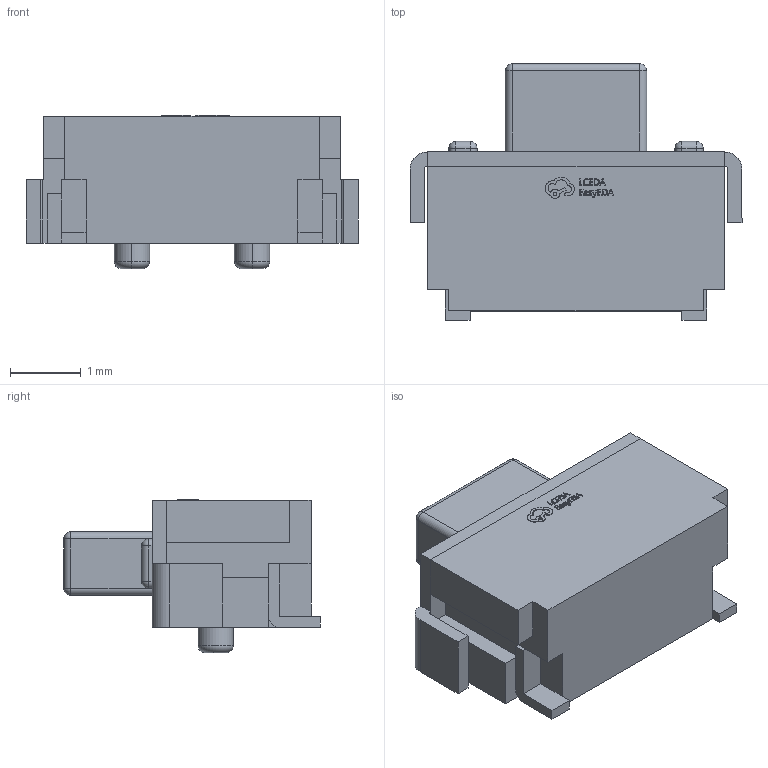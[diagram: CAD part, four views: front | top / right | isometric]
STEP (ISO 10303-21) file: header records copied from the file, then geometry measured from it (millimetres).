
FILE_DESCRIPTION (( 'STEP AP214' ), '1' );
FILE_NAME ('SW-SMD_2P-TS24CA.STEP', '2025-08-26T12:39:24', ( 'User' ), ( 'China' ), 'SwSTEP 2.0', 'SolidWorks 2020', '' );
FILE_SCHEMA (( 'AUTOMOTIVE_DESIGN' ));
Length unit declared in the file: millimetre
Products named in the file (1): SW-SMD_2P-TS24CA
Bounding box: 4.7 x 3.63 x 2.17 mm (x, y, z)
Volume: 18.4 mm3; surface area: 71 mm2
Topology: 4 solids, 4 shells, 355 faces, 941 edges, 606 vertices
Faces by surface type: plane 201, bspline 98, cylinder 40, sphere 12, torus 4
Entity records: 15293 total; most frequent: CARTESIAN_POINT 3197, ORIENTED_EDGE 1858, DIRECTION 1333, EDGE_CURVE 929, VECTOR 641, LINE 641, VERTEX_POINT 606, EDGE_LOOP 381
